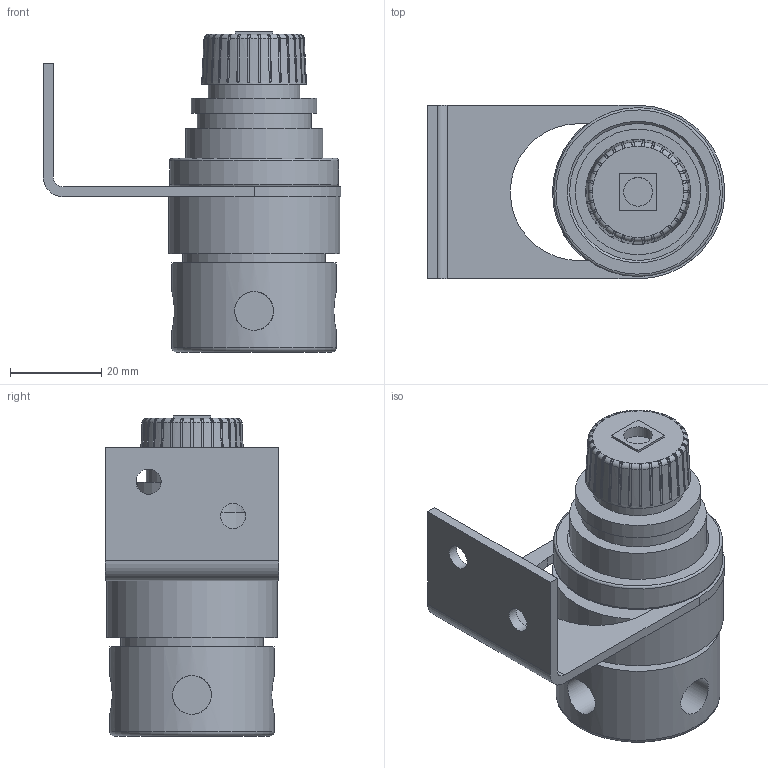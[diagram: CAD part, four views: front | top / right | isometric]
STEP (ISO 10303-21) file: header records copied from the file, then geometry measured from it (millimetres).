
FILE_DESCRIPTION(/* description */ ('Secondary Regulator'),/* implementation_level */ '2;1');
FILE_NAME(/* name */ 'Pneumatics_Monnier_101-3002-1_Assembly.iam.step',/* time_stamp */ '2014-01-07T11:31:09-08:00',/* author */ ('Autodesk, Inc.'),/* organization */ (''),/* preprocessor_version */ 'ST-DEVELOPER v15.2',/* originating_system */ 'Autodesk Inventor 2014',/* authorisation */ '');
FILE_SCHEMA (('AUTOMOTIVE_DESIGN { 1 0 10303 214 3 1 1 }'));
Length unit declared in the file: millimetre
Products named in the file (4): Pneumatics_Monnier_101-3002-1; Pneumatics_Monnier_13536_Mounting Bracket; Pneumatics_Monnier_13536_Mounting Ring; Pneumatics_Monnier_101-3002-1_Assembly
Bounding box: 65.2 x 38 x 70.1 mm (x, y, z)
Volume: 59559.2 mm3; surface area: 18146.2 mm2
Topology: 3 solids, 3 shells, 387 faces, 1108 edges, 739 vertices
Faces by surface type: plane 180, cylinder 171, torus 33, cone 3
Full cylindrical faces by diameter (mm): 5.5 x2, 6.3 x1, 8.5 x4, 20 x1, 25 x1, 27.5 x1, 29 x1, 30 x1, 31.307 x1, 36 x1, 37 x1, 37.5 x1
Entity records: 14765 total; most frequent: CARTESIAN_POINT 4812, ORIENTED_EDGE 2160, DIRECTION 1934, EDGE_CURVE 1080, VERTEX_POINT 734, AXIS2_PLACEMENT_3D 708, LINE 518, VECTOR 518
